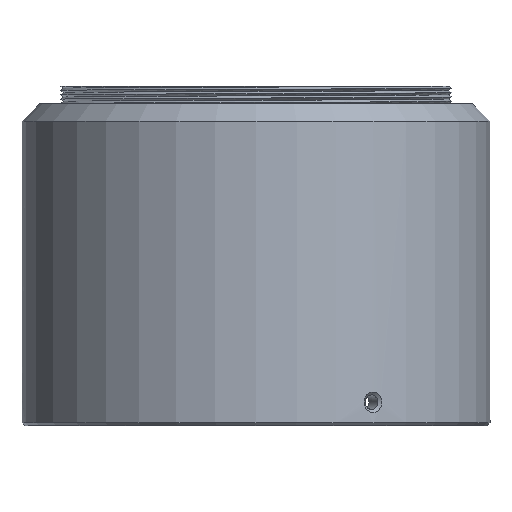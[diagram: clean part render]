
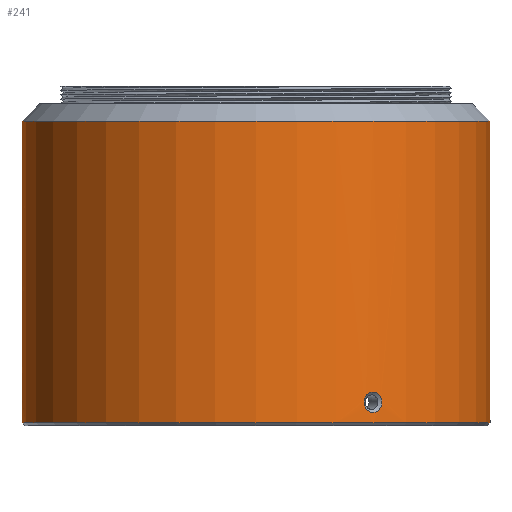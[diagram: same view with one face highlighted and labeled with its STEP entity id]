
A CAD part, left-side view. The second image highlights one B-rep face of the part: STEP entity #241.
In plain terms, the highlighted cylindrical face has radius 40 mm (diameter 80 mm), a full revolution.
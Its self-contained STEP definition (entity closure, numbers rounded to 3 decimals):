
#41=B_SPLINE_CURVE_WITH_KNOTS('',3,(#391,#392,#393,#394,#395,#396,#397,
#398,#399,#400,#401),.UNSPECIFIED.,.T.,.F.,(1,1,1,1,1,1,1,1,1,1,1,1,1,1,
1),(-0.004,-0.003,-0.001,0.,
0.001,0.003,0.004,0.005,
0.007,0.008,0.01,0.011,
0.012,0.014,0.015),.UNSPECIFIED.);
#42=B_SPLINE_CURVE_WITH_KNOTS('',3,(#403,#404,#405,#406,#407,#408,#409,
#410,#411,#412,#413),.UNSPECIFIED.,.T.,.F.,(1,1,1,1,1,1,1,1,1,1,1,1,1,1,
1),(-0.004,-0.003,-0.001,0.,
0.001,0.003,0.004,0.005,
0.007,0.008,0.01,0.011,
0.012,0.014,0.015),.UNSPECIFIED.);
#43=B_SPLINE_CURVE_WITH_KNOTS('',3,(#415,#416,#417,#418,#419,#420,#421,
#422,#423,#424,#425),.UNSPECIFIED.,.T.,.F.,(1,1,1,1,1,1,1,1,1,1,1,1,1,1,
1),(-0.004,-0.003,-0.001,0.,
0.001,0.003,0.004,0.005,
0.007,0.008,0.01,0.011,
0.012,0.014,0.015),.UNSPECIFIED.);
#56=ORIENTED_EDGE('',*,*,#104,.T.);
#57=ORIENTED_EDGE('',*,*,#105,.T.);
#58=ORIENTED_EDGE('',*,*,#106,.T.);
#59=ORIENTED_EDGE('',*,*,#107,.T.);
#60=ORIENTED_EDGE('',*,*,#108,.T.);
#104=EDGE_CURVE('',#128,#128,#147,.F.);
#105=EDGE_CURVE('',#129,#129,#148,.T.);
#106=EDGE_CURVE('',#130,#130,#41,.T.);
#107=EDGE_CURVE('',#131,#131,#42,.T.);
#108=EDGE_CURVE('',#132,#132,#43,.T.);
#128=VERTEX_POINT('',#388);
#129=VERTEX_POINT('',#390);
#130=VERTEX_POINT('',#402);
#131=VERTEX_POINT('',#414);
#132=VERTEX_POINT('',#426);
#147=CIRCLE('',#277,40.);
#148=CIRCLE('',#278,40.);
#159=EDGE_LOOP('',(#56));
#160=EDGE_LOOP('',(#57));
#161=EDGE_LOOP('',(#58));
#162=EDGE_LOOP('',(#59));
#163=EDGE_LOOP('',(#60));
#199=FACE_BOUND('',#159,.T.);
#200=FACE_BOUND('',#160,.T.);
#201=FACE_BOUND('',#161,.T.);
#202=FACE_BOUND('',#162,.T.);
#203=FACE_BOUND('',#163,.T.);
#235=CYLINDRICAL_SURFACE('',#276,40.);
#241=ADVANCED_FACE('',(#199,#200,#201,#202,#203),#235,.T.);
#276=AXIS2_PLACEMENT_3D('',#386,#304,#305);
#277=AXIS2_PLACEMENT_3D('',#387,#306,#307);
#278=AXIS2_PLACEMENT_3D('',#389,#308,#309);
#304=DIRECTION('',(0.,0.,-1.));
#305=DIRECTION('',(0.,1.,0.));
#306=DIRECTION('',(0.,0.,1.));
#307=DIRECTION('',(0.,-1.,0.));
#308=DIRECTION('',(0.,0.,1.));
#309=DIRECTION('',(0.,-1.,0.));
#386=CARTESIAN_POINT('',(0.,0.,163.5));
#387=CARTESIAN_POINT('',(0.,0.,160.5));
#388=CARTESIAN_POINT('',(0.,-40.,160.5));
#389=CARTESIAN_POINT('',(0.,0.,109.));
#390=CARTESIAN_POINT('',(0.,-40.,109.));
#391=CARTESIAN_POINT('',(-35.376,-18.677,113.714));
#392=CARTESIAN_POINT('',(-34.754,-19.822,114.428));
#393=CARTESIAN_POINT('',(-34.022,-21.046,114.011));
#394=CARTESIAN_POINT('',(-33.637,-21.645,112.712));
#395=CARTESIAN_POINT('',(-33.863,-21.298,111.286));
#396=CARTESIAN_POINT('',(-34.544,-20.187,110.572));
#397=CARTESIAN_POINT('',(-35.236,-18.944,110.986));
#398=CARTESIAN_POINT('',(-35.564,-18.307,112.287));
#399=CARTESIAN_POINT('',(-35.376,-18.677,113.714));
#400=CARTESIAN_POINT('',(-34.754,-19.822,114.428));
#401=CARTESIAN_POINT('',(-34.022,-21.046,114.011));
#402=CARTESIAN_POINT('',(-34.736,-19.835,114.24));
#403=CARTESIAN_POINT('',(1.445,39.978,113.794));
#404=CARTESIAN_POINT('',(0.105,40.009,114.437));
#405=CARTESIAN_POINT('',(-1.295,39.984,113.943));
#406=CARTESIAN_POINT('',(-1.935,39.952,112.607));
#407=CARTESIAN_POINT('',(-1.445,39.978,111.207));
#408=CARTESIAN_POINT('',(-0.106,40.009,110.564));
#409=CARTESIAN_POINT('',(1.292,39.984,111.054));
#410=CARTESIAN_POINT('',(1.936,39.952,112.391));
#411=CARTESIAN_POINT('',(1.445,39.978,113.794));
#412=CARTESIAN_POINT('',(0.105,40.009,114.437));
#413=CARTESIAN_POINT('',(-1.295,39.984,113.943));
#414=CARTESIAN_POINT('',(0.095,40.,114.247));
#415=CARTESIAN_POINT('',(33.863,-21.298,113.714));
#416=CARTESIAN_POINT('',(34.544,-20.187,114.428));
#417=CARTESIAN_POINT('',(35.237,-18.941,114.011));
#418=CARTESIAN_POINT('',(35.563,-18.308,112.712));
#419=CARTESIAN_POINT('',(35.376,-18.677,111.286));
#420=CARTESIAN_POINT('',(34.754,-19.822,110.572));
#421=CARTESIAN_POINT('',(34.024,-21.043,110.986));
#422=CARTESIAN_POINT('',(33.637,-21.645,112.287));
#423=CARTESIAN_POINT('',(33.863,-21.298,113.714));
#424=CARTESIAN_POINT('',(34.544,-20.187,114.428));
#425=CARTESIAN_POINT('',(35.237,-18.941,114.011));
#426=CARTESIAN_POINT('',(34.546,-20.164,114.24));
